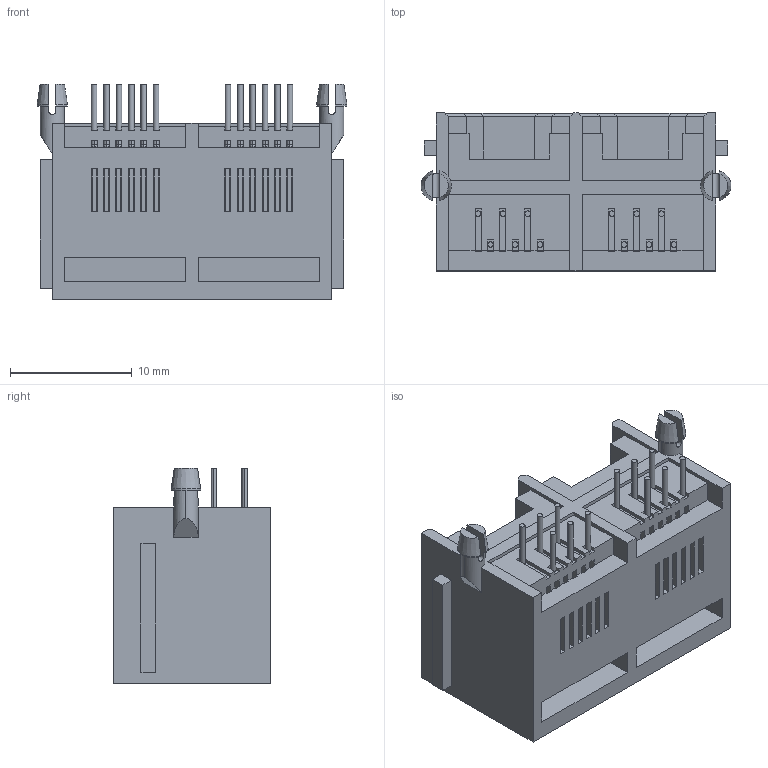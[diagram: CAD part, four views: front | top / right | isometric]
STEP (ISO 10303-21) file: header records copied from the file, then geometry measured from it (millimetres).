
FILE_DESCRIPTION((''),'2;1');
FILE_NAME('PRT0006','2021-08-13T',('Administrator'),(''),'PRO/ENGINEER BY PARAMETRIC TECHNOLOGY CORPORATION, 2013040','PRO/ENGINEER BY PARAMETRIC TECHNOLOGY CORPORATION, 2013040','');
FILE_SCHEMA(('CONFIG_CONTROL_DESIGN'));
Length unit declared in the file: millimetre
Products named in the file (1): PRT0006
Bounding box: 25.5 x 13 x 17.75 mm (x, y, z)
Volume: 2232.8 mm3; surface area: 3776.1 mm2
Topology: 1 solids, 1 shells, 552 faces, 1566 edges, 996 vertices
Faces by surface type: plane 366, cylinder 110, torus 72, cone 4
Entity records: 18264 total; most frequent: CARTESIAN_POINT 3706, ORIENTED_EDGE 3132, DIRECTION 2910, EDGE_CURVE 1566, VECTOR 1150, LINE 1150, VERTEX_POINT 996, AXIS2_PLACEMENT_3D 880
